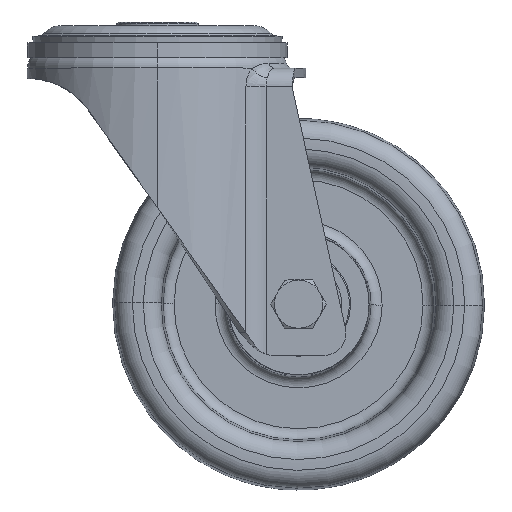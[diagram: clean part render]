
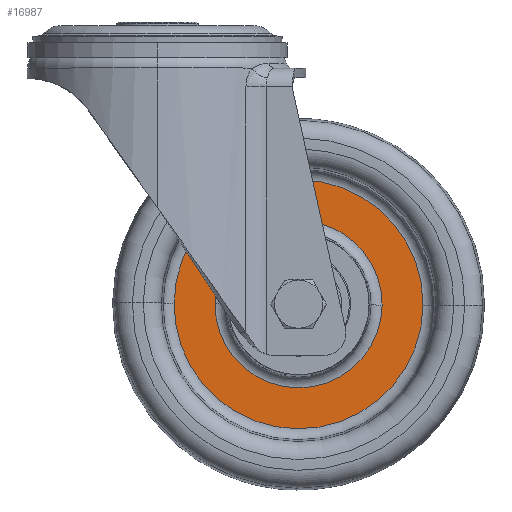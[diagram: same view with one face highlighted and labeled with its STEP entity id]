
A CAD part, top view. The second image highlights one B-rep face of the part: STEP entity #16987.
In plain terms, the highlighted planar face has unit normal (0, 0, 1).
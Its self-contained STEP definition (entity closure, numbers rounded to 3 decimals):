
#62 = CARTESIAN_POINT ( 'NONE',  ( 4.487, -75.685, 5. ) ) ;
#586 = ORIENTED_EDGE ( 'NONE', *, *, #1095, .F. ) ;
#1095 = EDGE_CURVE ( 'NONE', #8014, #12058, #17617, .T. ) ;
#1212 = CARTESIAN_POINT ( 'NONE',  ( 38., -76., 5. ) ) ;
#1305 = DIRECTION ( 'NONE',  ( 0., 0., -1. ) ) ;
#1806 = CIRCLE ( 'NONE', #11158, 33.515 ) ;
#2851 = ORIENTED_EDGE ( 'NONE', *, *, #19079, .T. ) ;
#3252 = VERTEX_POINT ( 'NONE', #9831 ) ;
#3635 = PLANE ( 'NONE',  #8165 ) ;
#3917 = AXIS2_PLACEMENT_3D ( 'NONE', #18957, #9854, #15780 ) ;
#4466 = CARTESIAN_POINT ( 'NONE',  ( 71.513, -76.315, 5. ) ) ;
#4841 = EDGE_LOOP ( 'NONE', ( #2851, #8804 ) ) ;
#5074 = CIRCLE ( 'NONE', #5384, 22.497 ) ;
#5384 = AXIS2_PLACEMENT_3D ( 'NONE', #6409, #8170, #6606 ) ;
#5459 = EDGE_LOOP ( 'NONE', ( #15191, #586 ) ) ;
#6092 = CIRCLE ( 'NONE', #3917, 22.497 ) ;
#6409 = CARTESIAN_POINT ( 'NONE',  ( 38., -76., 5. ) ) ;
#6606 = DIRECTION ( 'NONE',  ( 1., -0.009, 0. ) ) ;
#8014 = VERTEX_POINT ( 'NONE', #62 ) ;
#8165 = AXIS2_PLACEMENT_3D ( 'NONE', #12888, #9577, #12791 ) ;
#8170 = DIRECTION ( 'NONE',  ( 0., 0., -1. ) ) ;
#8804 = ORIENTED_EDGE ( 'NONE', *, *, #13795, .T. ) ;
#9277 = AXIS2_PLACEMENT_3D ( 'NONE', #1212, #1305, #14571 ) ;
#9348 = DIRECTION ( 'NONE',  ( 1., -0.009, 0. ) ) ;
#9577 = DIRECTION ( 'NONE',  ( 0., 0., 1. ) ) ;
#9831 = CARTESIAN_POINT ( 'NONE',  ( 15.504, -75.789, 5. ) ) ;
#9854 = DIRECTION ( 'NONE',  ( 0., 0., -1. ) ) ;
#11158 = AXIS2_PLACEMENT_3D ( 'NONE', #12271, #12084, #9348 ) ;
#12058 = VERTEX_POINT ( 'NONE', #4466 ) ;
#12084 = DIRECTION ( 'NONE',  ( 0., 0., -1. ) ) ;
#12271 = CARTESIAN_POINT ( 'NONE',  ( 38., -76., 5. ) ) ;
#12791 = DIRECTION ( 'NONE',  ( -1., 0.009, 0. ) ) ;
#12888 = CARTESIAN_POINT ( 'NONE',  ( 37.685, -109.513, 5. ) ) ;
#13677 = CARTESIAN_POINT ( 'NONE',  ( 60.496, -76.211, 5. ) ) ;
#13795 = EDGE_CURVE ( 'NONE', #3252, #14161, #5074, .T. ) ;
#14161 = VERTEX_POINT ( 'NONE', #13677 ) ;
#14571 = DIRECTION ( 'NONE',  ( 1., -0.009, 0. ) ) ;
#15191 = ORIENTED_EDGE ( 'NONE', *, *, #15540, .F. ) ;
#15540 = EDGE_CURVE ( 'NONE', #12058, #8014, #1806, .T. ) ;
#15780 = DIRECTION ( 'NONE',  ( 1., -0.009, 0. ) ) ;
#16987 = ADVANCED_FACE ( 'NONE', ( #17143, #18785 ), #3635, .T. ) ;
#17143 = FACE_BOUND ( 'NONE', #4841, .T. ) ;
#17617 = CIRCLE ( 'NONE', #9277, 33.515 ) ;
#18785 = FACE_OUTER_BOUND ( 'NONE', #5459, .T. ) ;
#18957 = CARTESIAN_POINT ( 'NONE',  ( 38., -76., 5. ) ) ;
#19079 = EDGE_CURVE ( 'NONE', #14161, #3252, #6092, .T. ) ;
